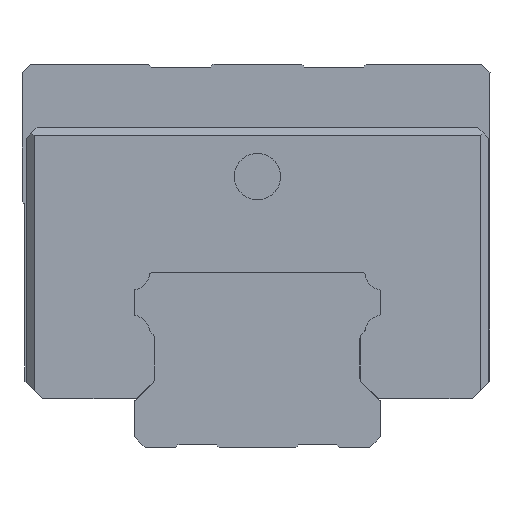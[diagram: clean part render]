
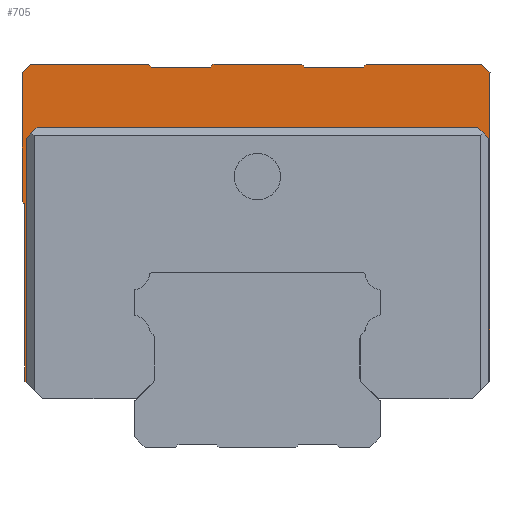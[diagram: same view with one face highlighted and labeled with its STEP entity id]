
A CAD part, left-side view. The second image highlights one B-rep face of the part: STEP entity #705.
In plain terms, the highlighted planar face has unit normal (-1, 0, 0).
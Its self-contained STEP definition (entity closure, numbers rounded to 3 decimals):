
#321=LINE('',#4931,#517);
#322=LINE('',#4934,#518);
#323=LINE('',#4936,#519);
#324=LINE('',#4938,#520);
#325=LINE('',#4940,#521);
#326=LINE('',#4942,#522);
#327=LINE('',#4944,#523);
#328=LINE('',#4946,#524);
#329=LINE('',#4948,#525);
#330=LINE('',#4950,#526);
#331=LINE('',#4952,#527);
#332=LINE('',#4954,#528);
#333=LINE('',#4956,#529);
#334=LINE('',#4958,#530);
#335=LINE('',#4960,#531);
#336=LINE('',#4962,#532);
#337=LINE('',#4964,#533);
#338=LINE('',#4966,#534);
#339=LINE('',#4968,#535);
#340=LINE('',#4972,#536);
#341=LINE('',#4976,#537);
#342=LINE('',#4978,#538);
#517=VECTOR('',#3983,1.);
#518=VECTOR('',#3984,1.);
#519=VECTOR('',#3985,1.);
#520=VECTOR('',#3986,1.);
#521=VECTOR('',#3987,1.);
#522=VECTOR('',#3988,1.);
#523=VECTOR('',#3989,1.);
#524=VECTOR('',#3990,1.);
#525=VECTOR('',#3991,1.);
#526=VECTOR('',#3992,1.);
#527=VECTOR('',#3993,1.);
#528=VECTOR('',#3994,1.);
#529=VECTOR('',#3995,1.);
#530=VECTOR('',#3996,1.);
#531=VECTOR('',#3997,1.);
#532=VECTOR('',#3998,1.);
#533=VECTOR('',#3999,1.);
#534=VECTOR('',#4000,1.);
#535=VECTOR('',#4001,1.);
#536=VECTOR('',#4004,1.);
#537=VECTOR('',#4007,1.);
#538=VECTOR('',#4008,1.);
#705=ADVANCED_FACE('',(#964),#851,.T.);
#851=PLANE('',#3483);
#964=FACE_OUTER_BOUND('',#1150,.T.);
#1150=EDGE_LOOP('',(#1749,#1750,#1751,#1752,#1753,#1754,#1755,#1756,#1757,
#1758,#1759,#1760,#1761,#1762,#1763,#1764,#1765,#1766,#1767,#1768,#1769,
#1770,#1771,#1772));
#1343=CIRCLE('',#3481,0.7);
#1344=CIRCLE('',#3482,0.5);
#1749=ORIENTED_EDGE('',*,*,#2889,.F.);
#1750=ORIENTED_EDGE('',*,*,#2890,.F.);
#1751=ORIENTED_EDGE('',*,*,#2891,.F.);
#1752=ORIENTED_EDGE('',*,*,#2892,.F.);
#1753=ORIENTED_EDGE('',*,*,#2893,.F.);
#1754=ORIENTED_EDGE('',*,*,#2894,.T.);
#1755=ORIENTED_EDGE('',*,*,#2895,.T.);
#1756=ORIENTED_EDGE('',*,*,#2896,.T.);
#1757=ORIENTED_EDGE('',*,*,#2897,.T.);
#1758=ORIENTED_EDGE('',*,*,#2898,.T.);
#1759=ORIENTED_EDGE('',*,*,#2899,.T.);
#1760=ORIENTED_EDGE('',*,*,#2900,.T.);
#1761=ORIENTED_EDGE('',*,*,#2901,.T.);
#1762=ORIENTED_EDGE('',*,*,#2902,.T.);
#1763=ORIENTED_EDGE('',*,*,#2903,.T.);
#1764=ORIENTED_EDGE('',*,*,#2904,.T.);
#1765=ORIENTED_EDGE('',*,*,#2905,.T.);
#1766=ORIENTED_EDGE('',*,*,#2906,.T.);
#1767=ORIENTED_EDGE('',*,*,#2907,.T.);
#1768=ORIENTED_EDGE('',*,*,#2908,.T.);
#1769=ORIENTED_EDGE('',*,*,#2909,.T.);
#1770=ORIENTED_EDGE('',*,*,#2910,.T.);
#1771=ORIENTED_EDGE('',*,*,#2911,.T.);
#1772=ORIENTED_EDGE('',*,*,#2912,.T.);
#2499=VERTEX_POINT('',#4932);
#2500=VERTEX_POINT('',#4933);
#2501=VERTEX_POINT('',#4935);
#2502=VERTEX_POINT('',#4937);
#2503=VERTEX_POINT('',#4939);
#2504=VERTEX_POINT('',#4941);
#2505=VERTEX_POINT('',#4943);
#2506=VERTEX_POINT('',#4945);
#2507=VERTEX_POINT('',#4947);
#2508=VERTEX_POINT('',#4949);
#2509=VERTEX_POINT('',#4951);
#2510=VERTEX_POINT('',#4953);
#2511=VERTEX_POINT('',#4955);
#2512=VERTEX_POINT('',#4957);
#2513=VERTEX_POINT('',#4959);
#2514=VERTEX_POINT('',#4961);
#2515=VERTEX_POINT('',#4963);
#2516=VERTEX_POINT('',#4965);
#2517=VERTEX_POINT('',#4967);
#2518=VERTEX_POINT('',#4969);
#2519=VERTEX_POINT('',#4971);
#2520=VERTEX_POINT('',#4973);
#2521=VERTEX_POINT('',#4975);
#2522=VERTEX_POINT('',#4977);
#2889=EDGE_CURVE('',#2499,#2500,#321,.T.);
#2890=EDGE_CURVE('',#2501,#2499,#322,.T.);
#2891=EDGE_CURVE('',#2502,#2501,#323,.T.);
#2892=EDGE_CURVE('',#2503,#2502,#324,.T.);
#2893=EDGE_CURVE('',#2504,#2503,#325,.T.);
#2894=EDGE_CURVE('',#2504,#2505,#326,.T.);
#2895=EDGE_CURVE('',#2505,#2506,#327,.T.);
#2896=EDGE_CURVE('',#2506,#2507,#328,.T.);
#2897=EDGE_CURVE('',#2507,#2508,#329,.T.);
#2898=EDGE_CURVE('',#2508,#2509,#330,.T.);
#2899=EDGE_CURVE('',#2509,#2510,#331,.T.);
#2900=EDGE_CURVE('',#2510,#2511,#332,.T.);
#2901=EDGE_CURVE('',#2511,#2512,#333,.T.);
#2902=EDGE_CURVE('',#2512,#2513,#334,.T.);
#2903=EDGE_CURVE('',#2513,#2514,#335,.T.);
#2904=EDGE_CURVE('',#2514,#2515,#336,.T.);
#2905=EDGE_CURVE('',#2515,#2516,#337,.T.);
#2906=EDGE_CURVE('',#2516,#2517,#338,.T.);
#2907=EDGE_CURVE('',#2517,#2518,#339,.T.);
#2908=EDGE_CURVE('',#2518,#2519,#1343,.T.);
#2909=EDGE_CURVE('',#2519,#2520,#340,.T.);
#2910=EDGE_CURVE('',#2520,#2521,#1344,.T.);
#2911=EDGE_CURVE('',#2521,#2522,#341,.T.);
#2912=EDGE_CURVE('',#2522,#2500,#342,.T.);
#3481=AXIS2_PLACEMENT_3D('',#4970,#4002,#4003);
#3482=AXIS2_PLACEMENT_3D('',#4974,#4005,#4006);
#3483=AXIS2_PLACEMENT_3D('',#4979,#4009,#4010);
#3983=DIRECTION('',(0.,0.,-1.));
#3984=DIRECTION('',(0.,0.707,-0.707));
#3985=DIRECTION('',(0.,1.,0.));
#3986=DIRECTION('',(0.,0.707,0.707));
#3987=DIRECTION('',(0.,0.,1.));
#3988=DIRECTION('',(0.,-0.707,0.707));
#3989=DIRECTION('',(0.,0.,1.));
#3990=DIRECTION('',(0.,0.707,0.707));
#3991=DIRECTION('',(0.,1.,0.));
#3992=DIRECTION('',(0.,0.707,-0.707));
#3993=DIRECTION('',(0.,1.,0.));
#3994=DIRECTION('',(0.,0.707,0.707));
#3995=DIRECTION('',(0.,1.,0.));
#3996=DIRECTION('',(0.,0.707,-0.707));
#3997=DIRECTION('',(0.,1.,0.));
#3998=DIRECTION('',(0.,0.707,0.707));
#3999=DIRECTION('',(0.,1.,0.));
#4000=DIRECTION('',(0.,0.707,-0.707));
#4001=DIRECTION('',(0.,0.,-1.));
#4002=DIRECTION('',(-1.,0.,0.));
#4003=DIRECTION('',(0.,-1.,0.));
#4004=DIRECTION('',(0.,-0.707,-0.707));
#4005=DIRECTION('',(1.,0.,0.));
#4006=DIRECTION('',(0.,-1.,0.));
#4007=DIRECTION('',(0.,0.,-1.));
#4008=DIRECTION('',(0.,-0.707,-0.707));
#4009=DIRECTION('',(-1.,0.,0.));
#4010=DIRECTION('',(0.,0.,1.));
#4931=CARTESIAN_POINT('',(49.994,-1478.596,56.5));
#4932=CARTESIAN_POINT('',(49.994,-1478.596,56.5));
#4933=CARTESIAN_POINT('',(49.994,-1478.596,11.9));
#4934=CARTESIAN_POINT('',(49.994,-1480.596,58.5));
#4935=CARTESIAN_POINT('',(49.994,-1480.596,58.5));
#4936=CARTESIAN_POINT('',(49.994,-1561.096,58.5));
#4937=CARTESIAN_POINT('',(49.994,-1561.096,58.5));
#4938=CARTESIAN_POINT('',(49.994,-1563.096,56.5));
#4939=CARTESIAN_POINT('',(49.994,-1563.096,56.5));
#4940=CARTESIAN_POINT('',(49.994,-1563.096,11.9));
#4941=CARTESIAN_POINT('',(49.994,-1563.096,11.9));
#4942=CARTESIAN_POINT('',(49.994,-1560.096,8.9));
#4943=CARTESIAN_POINT('',(49.994,-1563.346,12.15));
#4944=CARTESIAN_POINT('',(49.994,-1563.346,12.15));
#4945=CARTESIAN_POINT('',(49.994,-1563.346,68.5));
#4946=CARTESIAN_POINT('',(49.994,-1563.346,68.5));
#4947=CARTESIAN_POINT('',(49.994,-1561.846,70.));
#4948=CARTESIAN_POINT('',(49.994,-1561.846,70.));
#4949=CARTESIAN_POINT('',(49.994,-1540.739,70.));
#4950=CARTESIAN_POINT('',(49.994,-1540.739,70.));
#4951=CARTESIAN_POINT('',(49.994,-1540.239,69.5));
#4952=CARTESIAN_POINT('',(49.994,-1540.239,69.5));
#4953=CARTESIAN_POINT('',(49.994,-1529.453,69.5));
#4954=CARTESIAN_POINT('',(49.994,-1529.453,69.5));
#4955=CARTESIAN_POINT('',(49.994,-1528.953,70.));
#4956=CARTESIAN_POINT('',(49.994,-1528.953,70.));
#4957=CARTESIAN_POINT('',(49.994,-1512.739,70.));
#4958=CARTESIAN_POINT('',(49.994,-1512.739,70.));
#4959=CARTESIAN_POINT('',(49.994,-1512.239,69.5));
#4960=CARTESIAN_POINT('',(49.994,-1512.239,69.5));
#4961=CARTESIAN_POINT('',(49.994,-1501.453,69.5));
#4962=CARTESIAN_POINT('',(49.994,-1501.453,69.5));
#4963=CARTESIAN_POINT('',(49.994,-1500.953,70.));
#4964=CARTESIAN_POINT('',(49.994,-1500.953,70.));
#4965=CARTESIAN_POINT('',(49.994,-1479.346,70.));
#4966=CARTESIAN_POINT('',(49.994,-1479.346,70.));
#4967=CARTESIAN_POINT('',(49.994,-1477.846,68.5));
#4968=CARTESIAN_POINT('',(49.994,-1477.846,58.5));
#4969=CARTESIAN_POINT('',(49.994,-1477.846,45.));
#4970=CARTESIAN_POINT('',(49.994,-1478.396,45.433));
#4971=CARTESIAN_POINT('',(49.994,-1477.901,44.938));
#4972=CARTESIAN_POINT('',(49.994,-1477.901,44.938));
#4973=CARTESIAN_POINT('',(49.994,-1478.199,44.639));
#4974=CARTESIAN_POINT('',(49.994,-1477.846,44.286));
#4975=CARTESIAN_POINT('',(49.994,-1478.346,44.286));
#4976=CARTESIAN_POINT('',(49.994,-1478.346,44.286));
#4977=CARTESIAN_POINT('',(49.994,-1478.346,12.15));
#4978=CARTESIAN_POINT('',(49.994,-1478.346,12.15));
#4979=CARTESIAN_POINT('',(49.994,-1478.396,45.433));
